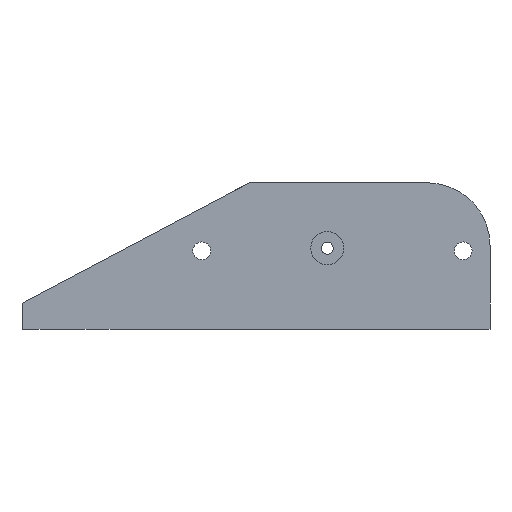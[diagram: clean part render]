
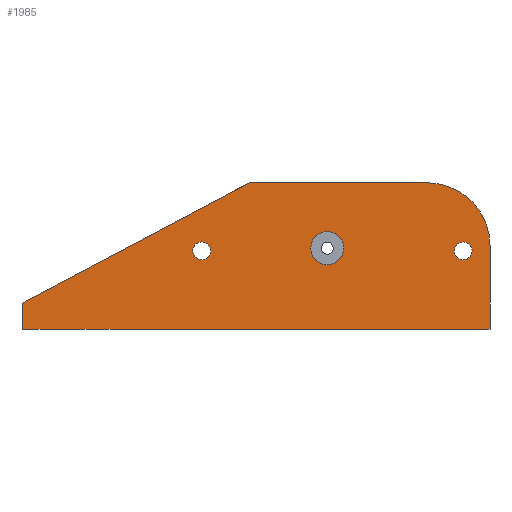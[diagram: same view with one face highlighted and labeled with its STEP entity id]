
A CAD part, front view. The second image highlights one B-rep face of the part: STEP entity #1985.
In plain terms, the highlighted planar face has unit normal (0, -1, 0).
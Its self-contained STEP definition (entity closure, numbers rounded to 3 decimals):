
#17 = VECTOR ( 'NONE', #1038, 1000. ) ;
#97 = EDGE_CURVE ( 'NONE', #3319, #3308, #1625, .T. ) ;
#110 = EDGE_CURVE ( 'NONE', #3304, #3307, #1633, .T. ) ;
#112 = EDGE_CURVE ( 'NONE', #3305, #3298, #1634, .T. ) ;
#354 = CARTESIAN_POINT ( 'NONE',  ( 3.375, -23.6, 15.5 ) ) ;
#386 = DIRECTION ( 'NONE',  ( 0., 0., -1. ) ) ;
#479 = EDGE_LOOP ( 'NONE', ( #3008, #3212 ) ) ;
#487 = EDGE_LOOP ( 'NONE', ( #3098, #3067 ) ) ;
#544 = DIRECTION ( 'NONE',  ( 0., 0., -1. ) ) ;
#548 = CARTESIAN_POINT ( 'NONE',  ( 29.375, -23.6, 15. ) ) ;
#554 = DIRECTION ( 'NONE',  ( 0., -1., 0. ) ) ;
#625 = DIRECTION ( 'NONE',  ( 0., 0., -1. ) ) ;
#641 = DIRECTION ( 'NONE',  ( 0., -1., 0. ) ) ;
#669 = CARTESIAN_POINT ( 'NONE',  ( -20.625, -23.6, 15. ) ) ;
#694 = EDGE_LOOP ( 'NONE', ( #2972, #3213, #3211, #3215, #3214, #3217 ) ) ;
#775 = EDGE_LOOP ( 'NONE', ( #3030, #3210 ) ) ;
#776 = DIRECTION ( 'NONE',  ( 0., -1., 0. ) ) ;
#1036 = LINE ( 'NONE', #1037, #17 ) ;
#1037 = CARTESIAN_POINT ( 'NONE',  ( -55., -23.6, 28. ) ) ;
#1038 = DIRECTION ( 'NONE',  ( 1., 0., 0. ) ) ;
#1164 = CARTESIAN_POINT ( 'NONE',  ( 22.5, -23.6, 16. ) ) ;
#1180 = DIRECTION ( 'NONE',  ( 0., -1., 0. ) ) ;
#1181 = DIRECTION ( 'NONE',  ( 0., 0., 1. ) ) ;
#1182 = CARTESIAN_POINT ( 'NONE',  ( -20.625, -23.6, 15. ) ) ;
#1183 = LINE ( 'NONE', #1184, #3482 ) ;
#1184 = CARTESIAN_POINT ( 'NONE',  ( -11.5, -23.6, 28. ) ) ;
#1185 = DIRECTION ( 'NONE',  ( -0.884, 0., -0.467 ) ) ;
#1186 = LINE ( 'NONE', #1187, #3484 ) ;
#1187 = CARTESIAN_POINT ( 'NONE',  ( 34.5, -23.6, 28. ) ) ;
#1188 = DIRECTION ( 'NONE',  ( 0., 0., -1. ) ) ;
#1189 = DIRECTION ( 'NONE',  ( 0., -1., 0. ) ) ;
#1190 = DIRECTION ( 'NONE',  ( 0., 0., -1. ) ) ;
#1195 = LINE ( 'NONE', #1196, #3487 ) ;
#1196 = CARTESIAN_POINT ( 'NONE',  ( -55., -23.6, 0. ) ) ;
#1197 = DIRECTION ( 'NONE',  ( 1., 0., 0. ) ) ;
#1200 = CARTESIAN_POINT ( 'NONE',  ( 29.375, -23.6, 15. ) ) ;
#1201 = DIRECTION ( 'NONE',  ( 0., -1., 0. ) ) ;
#1202 = DIRECTION ( 'NONE',  ( 0., 0., -1. ) ) ;
#1227 = CARTESIAN_POINT ( 'NONE',  ( 3.375, -23.6, 15.5 ) ) ;
#1228 = DIRECTION ( 'NONE',  ( 0., -1., 0. ) ) ;
#1229 = DIRECTION ( 'NONE',  ( 0., 0., -1. ) ) ;
#1246 = LINE ( 'NONE', #1247, #3501 ) ;
#1247 = CARTESIAN_POINT ( 'NONE',  ( -55., -23.6, 28. ) ) ;
#1248 = DIRECTION ( 'NONE',  ( 0., 0., -1. ) ) ;
#1278 = CARTESIAN_POINT ( 'NONE',  ( -20.625, -23.6, 13.3 ) ) ;
#1284 = CARTESIAN_POINT ( 'NONE',  ( 3.375, -23.6, 18.65 ) ) ;
#1285 = CARTESIAN_POINT ( 'NONE',  ( -20.625, -23.6, 16.7 ) ) ;
#1287 = CARTESIAN_POINT ( 'NONE',  ( 3.375, -23.6, 12.35 ) ) ;
#1288 = CARTESIAN_POINT ( 'NONE',  ( 29.375, -23.6, 13.3 ) ) ;
#1299 = CARTESIAN_POINT ( 'NONE',  ( 29.375, -23.6, 16.7 ) ) ;
#1357 = CARTESIAN_POINT ( 'NONE',  ( -11.5, -23.6, 28. ) ) ;
#1358 = CARTESIAN_POINT ( 'NONE',  ( 22.5, -23.6, 28. ) ) ;
#1420 = CARTESIAN_POINT ( 'NONE',  ( -55., -23.6, 0. ) ) ;
#1423 = CARTESIAN_POINT ( 'NONE',  ( 34.5, -23.6, 0. ) ) ;
#1424 = CARTESIAN_POINT ( 'NONE',  ( -55., -23.6, 5. ) ) ;
#1427 = CARTESIAN_POINT ( 'NONE',  ( 34.5, -23.6, 16. ) ) ;
#1473 = AXIS2_PLACEMENT_3D ( 'NONE', #1164, #1180, #1181 ) ;
#1625 = CIRCLE ( 'NONE', #2263, 1.7 ) ;
#1633 = CIRCLE ( 'NONE', #2234, 3.15 ) ;
#1634 = CIRCLE ( 'NONE', #2227, 1.7 ) ;
#1696 = CIRCLE ( 'NONE', #1473, 12. ) ;
#1697 = CIRCLE ( 'NONE', #3480, 1.7 ) ;
#1699 = CIRCLE ( 'NONE', #3488, 1.7 ) ;
#1703 = CIRCLE ( 'NONE', #3481, 3.15 ) ;
#1756 = FACE_BOUND ( 'NONE', #775, .T. ) ;
#1761 = FACE_BOUND ( 'NONE', #487, .T. ) ;
#1765 = AXIS2_PLACEMENT_3D ( 'NONE', #2828, #2829, #2830 ) ;
#1771 = FACE_BOUND ( 'NONE', #479, .T. ) ;
#1774 = FACE_OUTER_BOUND ( 'NONE', #694, .T. ) ;
#1985 = ADVANCED_FACE ( 'NONE', ( #1761, #1756, #1771, #1774 ), #2827, .F. ) ;
#2044 = EDGE_CURVE ( 'NONE', #3377, #3378, #1036, .T. ) ;
#2092 = EDGE_CURVE ( 'NONE', #3447, #3378, #1696, .T. ) ;
#2093 = EDGE_CURVE ( 'NONE', #3377, #3444, #1183, .T. ) ;
#2094 = EDGE_CURVE ( 'NONE', #3447, #3443, #1186, .T. ) ;
#2095 = EDGE_CURVE ( 'NONE', #3298, #3305, #1697, .T. ) ;
#2227 = AXIS2_PLACEMENT_3D ( 'NONE', #669, #641, #625 ) ;
#2234 = AXIS2_PLACEMENT_3D ( 'NONE', #354, #776, #386 ) ;
#2263 = AXIS2_PLACEMENT_3D ( 'NONE', #548, #554, #544 ) ;
#2356 = EDGE_CURVE ( 'NONE', #3440, #3443, #1195, .T. ) ;
#2358 = EDGE_CURVE ( 'NONE', #3308, #3319, #1699, .T. ) ;
#2367 = EDGE_CURVE ( 'NONE', #3307, #3304, #1703, .T. ) ;
#2373 = EDGE_CURVE ( 'NONE', #3444, #3440, #1246, .T. ) ;
#2827 = PLANE ( 'NONE',  #1765 ) ;
#2828 = CARTESIAN_POINT ( 'NONE',  ( -55., -23.6, 28. ) ) ;
#2829 = DIRECTION ( 'NONE',  ( 0., 1., 0. ) ) ;
#2830 = DIRECTION ( 'NONE',  ( 0., 0., 1. ) ) ;
#2972 = ORIENTED_EDGE ( 'NONE', *, *, #2044, .F. ) ;
#3008 = ORIENTED_EDGE ( 'NONE', *, *, #2095, .F. ) ;
#3030 = ORIENTED_EDGE ( 'NONE', *, *, #2358, .F. ) ;
#3067 = ORIENTED_EDGE ( 'NONE', *, *, #110, .F. ) ;
#3098 = ORIENTED_EDGE ( 'NONE', *, *, #2367, .F. ) ;
#3210 = ORIENTED_EDGE ( 'NONE', *, *, #97, .F. ) ;
#3211 = ORIENTED_EDGE ( 'NONE', *, *, #2373, .T. ) ;
#3212 = ORIENTED_EDGE ( 'NONE', *, *, #112, .F. ) ;
#3213 = ORIENTED_EDGE ( 'NONE', *, *, #2093, .T. ) ;
#3214 = ORIENTED_EDGE ( 'NONE', *, *, #2094, .F. ) ;
#3215 = ORIENTED_EDGE ( 'NONE', *, *, #2356, .T. ) ;
#3217 = ORIENTED_EDGE ( 'NONE', *, *, #2092, .T. ) ;
#3298 = VERTEX_POINT ( 'NONE', #1278 ) ;
#3304 = VERTEX_POINT ( 'NONE', #1284 ) ;
#3305 = VERTEX_POINT ( 'NONE', #1285 ) ;
#3307 = VERTEX_POINT ( 'NONE', #1287 ) ;
#3308 = VERTEX_POINT ( 'NONE', #1288 ) ;
#3319 = VERTEX_POINT ( 'NONE', #1299 ) ;
#3377 = VERTEX_POINT ( 'NONE', #1357 ) ;
#3378 = VERTEX_POINT ( 'NONE', #1358 ) ;
#3440 = VERTEX_POINT ( 'NONE', #1420 ) ;
#3443 = VERTEX_POINT ( 'NONE', #1423 ) ;
#3444 = VERTEX_POINT ( 'NONE', #1424 ) ;
#3447 = VERTEX_POINT ( 'NONE', #1427 ) ;
#3480 = AXIS2_PLACEMENT_3D ( 'NONE', #1182, #1189, #1190 ) ;
#3481 = AXIS2_PLACEMENT_3D ( 'NONE', #1227, #1228, #1229 ) ;
#3482 = VECTOR ( 'NONE', #1185, 1000. ) ;
#3484 = VECTOR ( 'NONE', #1188, 1000. ) ;
#3487 = VECTOR ( 'NONE', #1197, 1000. ) ;
#3488 = AXIS2_PLACEMENT_3D ( 'NONE', #1200, #1201, #1202 ) ;
#3501 = VECTOR ( 'NONE', #1248, 1000. ) ;
